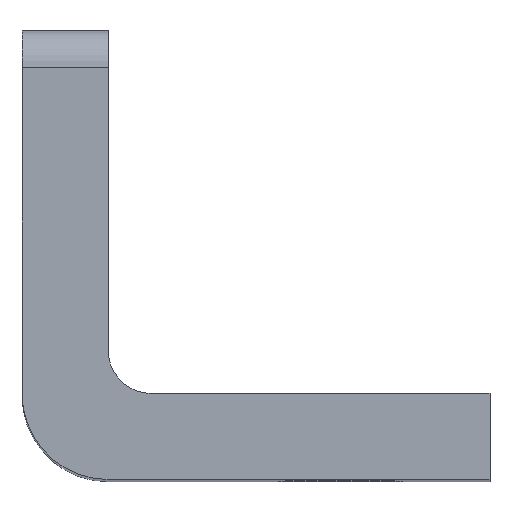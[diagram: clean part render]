
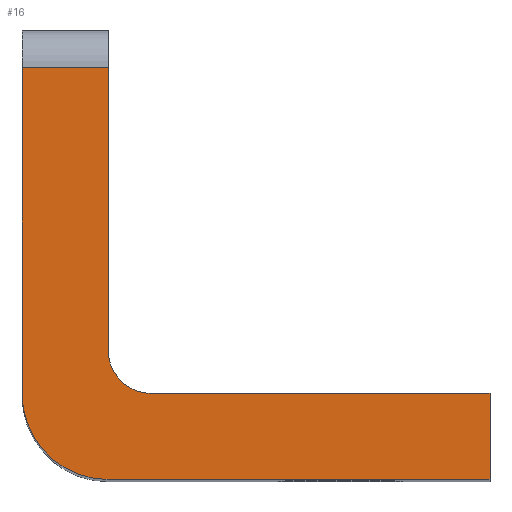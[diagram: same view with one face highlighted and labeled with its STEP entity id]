
A CAD part, top view. The second image highlights one B-rep face of the part: STEP entity #16.
In plain terms, the highlighted planar face has unit normal (0, 0, 1).
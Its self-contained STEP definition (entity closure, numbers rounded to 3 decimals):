
#16 = ADVANCED_FACE ( 'NONE', ( #223 ), #545, .F. ) ;
#34 = LINE ( 'NONE', #589, #82 ) ;
#38 = VECTOR ( 'NONE', #483, 1000. ) ;
#48 = CIRCLE ( 'NONE', #601, 23. ) ;
#50 = LINE ( 'NONE', #475, #38 ) ;
#64 = VECTOR ( 'NONE', #484, 1000. ) ;
#65 = LINE ( 'NONE', #305, #64 ) ;
#70 = LINE ( 'NONE', #524, #86 ) ;
#75 = CIRCLE ( 'NONE', #684, 11.5 ) ;
#82 = VECTOR ( 'NONE', #297, 1000. ) ;
#83 = VECTOR ( 'NONE', #316, 1000. ) ;
#86 = VECTOR ( 'NONE', #333, 1000. ) ;
#94 = LINE ( 'NONE', #329, #83 ) ;
#112 = LINE ( 'NONE', #426, #116 ) ;
#116 = VECTOR ( 'NONE', #438, 1000. ) ;
#117 = ORIENTED_EDGE ( 'NONE', *, *, #646, .T. ) ;
#143 = ORIENTED_EDGE ( 'NONE', *, *, #595, .T. ) ;
#153 = EDGE_LOOP ( 'NONE', ( #181, #277, #269, #219, #143, #173, #117, #281 ) ) ;
#173 = ORIENTED_EDGE ( 'NONE', *, *, #653, .T. ) ;
#181 = ORIENTED_EDGE ( 'NONE', *, *, #658, .T. ) ;
#219 = ORIENTED_EDGE ( 'NONE', *, *, #686, .T. ) ;
#223 = FACE_OUTER_BOUND ( 'NONE', #153, .T. ) ;
#269 = ORIENTED_EDGE ( 'NONE', *, *, #640, .T. ) ;
#277 = ORIENTED_EDGE ( 'NONE', *, *, #627, .T. ) ;
#281 = ORIENTED_EDGE ( 'NONE', *, *, #618, .T. ) ;
#297 = DIRECTION ( 'NONE',  ( 1., 0., 0. ) ) ;
#305 = CARTESIAN_POINT ( 'NONE',  ( 23., 23., 340. ) ) ;
#316 = DIRECTION ( 'NONE',  ( 0., 1., 0. ) ) ;
#329 = CARTESIAN_POINT ( 'NONE',  ( 125., 0., 340. ) ) ;
#333 = DIRECTION ( 'NONE',  ( 0., -1., 0. ) ) ;
#356 = CARTESIAN_POINT ( 'NONE',  ( 0., 120., 340. ) ) ;
#359 = DIRECTION ( 'NONE',  ( -1., 0., 0. ) ) ;
#378 = VERTEX_POINT ( 'NONE', #421 ) ;
#394 = CARTESIAN_POINT ( 'NONE',  ( 125., 0., 340. ) ) ;
#402 = CARTESIAN_POINT ( 'NONE',  ( 34.5, 34.5, 340. ) ) ;
#421 = CARTESIAN_POINT ( 'NONE',  ( 34.5, 23., 340. ) ) ;
#422 = VERTEX_POINT ( 'NONE', #433 ) ;
#426 = CARTESIAN_POINT ( 'NONE',  ( 125., 23., 340. ) ) ;
#433 = CARTESIAN_POINT ( 'NONE',  ( 125., 23., 340. ) ) ;
#438 = DIRECTION ( 'NONE',  ( -1., 0., 0. ) ) ;
#444 = CARTESIAN_POINT ( 'NONE',  ( 0., 23., 340. ) ) ;
#449 = DIRECTION ( 'NONE',  ( -1., 0., 0. ) ) ;
#457 = VERTEX_POINT ( 'NONE', #394 ) ;
#461 = VERTEX_POINT ( 'NONE', #569 ) ;
#464 = VERTEX_POINT ( 'NONE', #506 ) ;
#467 = VERTEX_POINT ( 'NONE', #582 ) ;
#475 = CARTESIAN_POINT ( 'NONE',  ( 0., 110., 340. ) ) ;
#481 = DIRECTION ( 'NONE',  ( -1., 0., 0. ) ) ;
#483 = DIRECTION ( 'NONE',  ( -1., 0., 0. ) ) ;
#484 = DIRECTION ( 'NONE',  ( 0., 1., 0. ) ) ;
#504 = CARTESIAN_POINT ( 'NONE',  ( 23., 34.5, 340. ) ) ;
#506 = CARTESIAN_POINT ( 'NONE',  ( 23., 0., 340. ) ) ;
#510 = VERTEX_POINT ( 'NONE', #504 ) ;
#524 = CARTESIAN_POINT ( 'NONE',  ( 0., 0., 340. ) ) ;
#527 = DIRECTION ( 'NONE',  ( 0., 0., -1. ) ) ;
#528 = CARTESIAN_POINT ( 'NONE',  ( 23., 23., 340. ) ) ;
#535 = DIRECTION ( 'NONE',  ( 0., 0., -1. ) ) ;
#545 = PLANE ( 'NONE',  #655 ) ;
#569 = CARTESIAN_POINT ( 'NONE',  ( 23., 110., 340. ) ) ;
#573 = DIRECTION ( 'NONE',  ( 0., 0., 1. ) ) ;
#582 = CARTESIAN_POINT ( 'NONE',  ( 0., 110., 340. ) ) ;
#583 = VERTEX_POINT ( 'NONE', #444 ) ;
#589 = CARTESIAN_POINT ( 'NONE',  ( 0., 0., 340. ) ) ;
#595 = EDGE_CURVE ( 'NONE', #422, #378, #112, .T. ) ;
#601 = AXIS2_PLACEMENT_3D ( 'NONE', #528, #573, #481 ) ;
#618 = EDGE_CURVE ( 'NONE', #461, #467, #50, .T. ) ;
#627 = EDGE_CURVE ( 'NONE', #583, #464, #48, .T. ) ;
#640 = EDGE_CURVE ( 'NONE', #464, #457, #34, .T. ) ;
#646 = EDGE_CURVE ( 'NONE', #510, #461, #65, .T. ) ;
#653 = EDGE_CURVE ( 'NONE', #378, #510, #75, .T. ) ;
#655 = AXIS2_PLACEMENT_3D ( 'NONE', #356, #535, #359 ) ;
#658 = EDGE_CURVE ( 'NONE', #467, #583, #70, .T. ) ;
#684 = AXIS2_PLACEMENT_3D ( 'NONE', #402, #527, #449 ) ;
#686 = EDGE_CURVE ( 'NONE', #457, #422, #94, .T. ) ;
